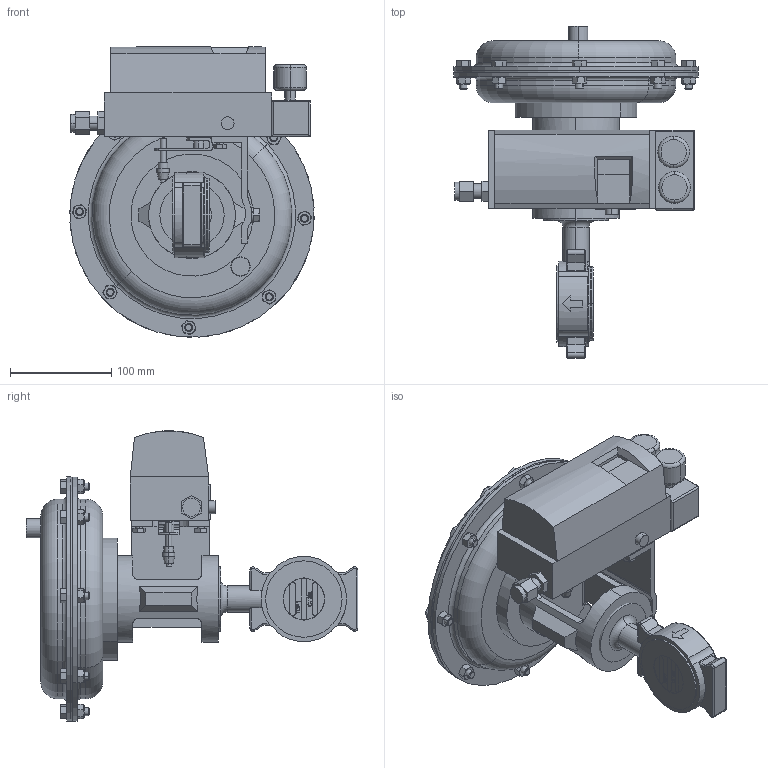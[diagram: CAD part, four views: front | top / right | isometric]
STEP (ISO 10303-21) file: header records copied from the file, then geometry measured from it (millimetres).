
FILE_DESCRIPTION (( 'STEP AP203' ), '1' );
FILE_NAME ('75SP-150-CS+S6-I3-35M-16IQ.step', '2017-10-27T12:44:31', ( '' ), ( '' ), 'SwSTEP 2.0', 'SolidWorks 2014', '' );
FILE_SCHEMA (( 'CONFIG_CONTROL_DESIGN' ));
Length unit declared in the file: inch
Products named in the file (1): 75SP-150-CS+S6-I3-35M-16IQ
Bounding box: 241.2 x 327.57 x 286.68 mm (x, y, z)
Volume: 4370507.6 mm3; surface area: 559520.1 mm2
Topology: 33 solids, 33 shells, 867 faces, 1985 edges, 1230 vertices
Faces by surface type: plane 389, cone 194, cylinder 179, bspline 61, torus 42, sphere 2
Entity records: 30525 total; most frequent: CARTESIAN_POINT 11676, ORIENTED_EDGE 3962, DIRECTION 3704, EDGE_CURVE 1981, AXIS2_PLACEMENT_3D 1414, VERTEX_POINT 1230, EDGE_LOOP 923, LINE 876
